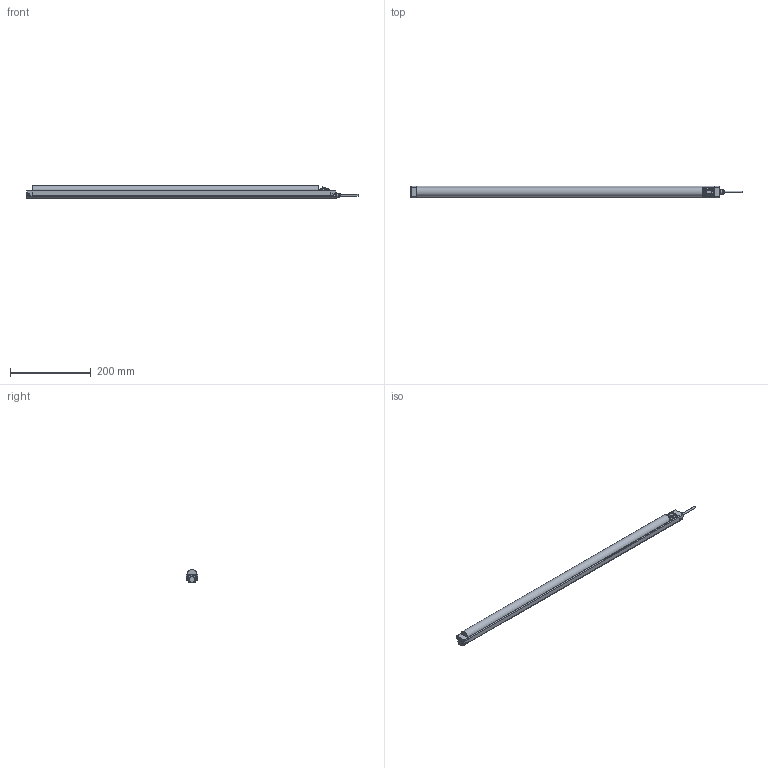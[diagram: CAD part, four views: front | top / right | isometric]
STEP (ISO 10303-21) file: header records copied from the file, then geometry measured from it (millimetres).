
FILE_DESCRIPTION((''),'2;1');
FILE_NAME('177632_ASM','2014-01-30T',('pdmadmin'),(''),'PRO/ENGINEER BY PARAMETRIC TECHNOLOGY CORPORATION, 2013230','PRO/ENGINEER BY PARAMETRIC TECHNOLOGY CORPORATION, 2013230','');
FILE_SCHEMA(('CONFIG_CONTROL_DESIGN'));
Length unit declared in the file: inch
Products named in the file (21): 156984_AF0; 157061_ASM; 139151_739MM; 174959; 166150; 153167; 153168; CABLE_190; 153169; 114466; 153166; R1966_TERM_S_0_50MM_THK_; MANIFOLD_SOLID_BREP_29213; R1966_HOUSING_SOLDER_UL94V0_LED_ASM; 3_TERM_BOARD; R1966_TERM_S; 1966_HSNG_BRD_2_TERM_ASM; ACUATOR_G; M300105_ASM; 157030_ASM; 177632_ASM
Assembly tree (24 placements, depth 6):
  177632_ASM
    157061_ASM
      156984_AF0
    139151_739MM  x2
    174959
    166150
    153167
    153168
    CABLE_190
    153169
    114466  x4
    153166
    157030_ASM
      M300105_ASM
        1966_HSNG_BRD_2_TERM_ASM
          R1966_TERM_S_0_50MM_THK_
          R1966_HOUSING_SOLDER_UL94V0_LED_ASM
            MANIFOLD_SOLID_BREP_29213
          3_TERM_BOARD
          R1966_TERM_S
        ACUATOR_G
Bounding box: 821.5 x 28 x 32.19 mm (x, y, z)
Volume: 327156.4 mm3; surface area: 216945.2 mm2
Topology: 19 solids, 23 shells, 1726 faces, 4697 edges, 3028 vertices
Faces by surface type: plane 796, cylinder 516, cone 150, bspline 121, torus 93, extrusion 40, sphere 10
Entity records: 48356 total; most frequent: CARTESIAN_POINT 17928, ORIENTED_EDGE 6488, DIRECTION 5967, EDGE_CURVE 3252, VERTEX_POINT 2081, AXIS2_PLACEMENT_3D 2017, VECTOR 1933, LINE 1893
